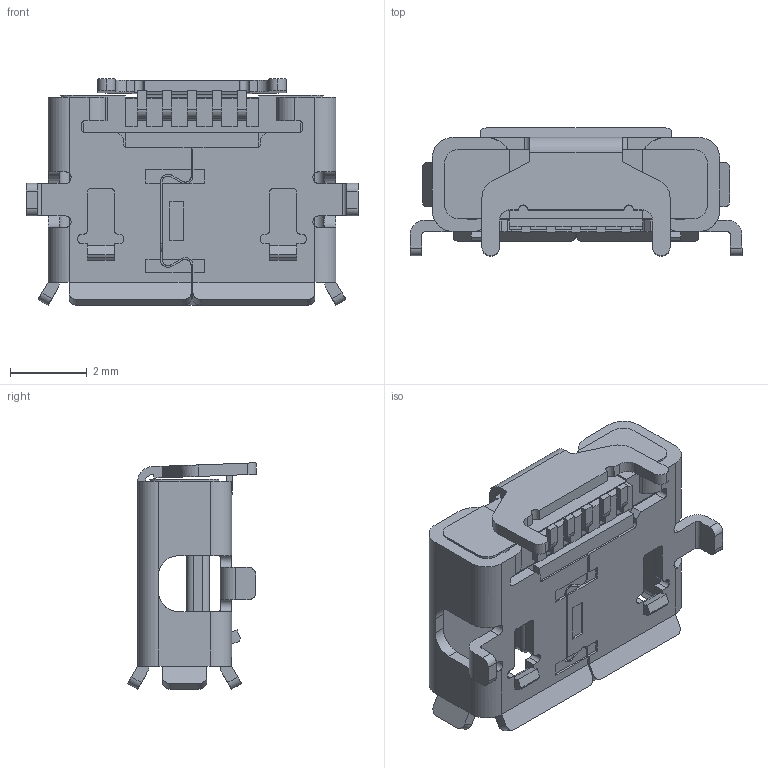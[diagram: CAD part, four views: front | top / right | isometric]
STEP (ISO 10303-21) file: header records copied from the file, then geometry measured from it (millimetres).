
FILE_DESCRIPTION (( 'STEP AP214' ), '1' );
FILE_NAME ('47590-0001 Molex Micro USB.STEP', '2015-03-08T21:29:02', ( '' ), ( '' ), 'SwSTEP 2.0', 'SolidWorks 2014', '' );
FILE_SCHEMA (( 'AUTOMOTIVE_DESIGN' ));
Length unit declared in the file: millimetre
Products named in the file (1): 47590-0001 Molex Micro USB
Bounding box: 8.65 x 3.36 x 5.9 mm (x, y, z)
Volume: 48.9 mm3; surface area: 264.2 mm2
Topology: 1 solids, 1 shells, 494 faces, 1377 edges, 897 vertices
Faces by surface type: plane 358, cylinder 130, bspline 4, torus 2
Entity records: 17719 total; most frequent: CARTESIAN_POINT 3602, ORIENTED_EDGE 2754, DIRECTION 2396, EDGE_CURVE 1377, VECTOR 1060, LINE 1060, VERTEX_POINT 897, AXIS2_PLACEMENT_3D 668
